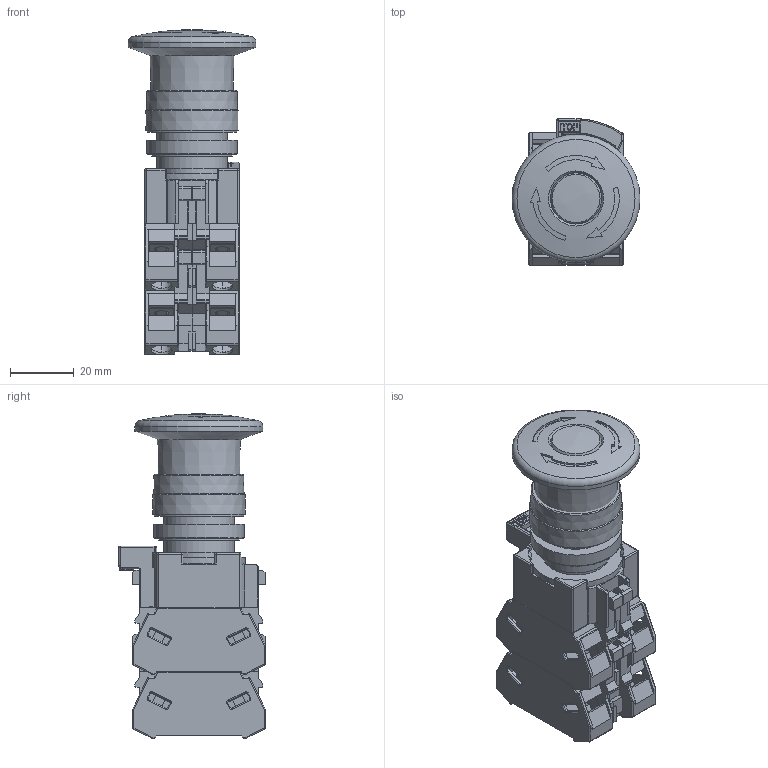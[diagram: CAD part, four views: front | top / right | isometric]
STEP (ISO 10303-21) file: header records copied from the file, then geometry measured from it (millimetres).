
FILE_DESCRIPTION (( 'STEP AP203' ), '1' );
FILE_NAME ('HW1B-V4xx$_rev1.0.STEP', '2023-01-13T06:10:04', ( '' ), ( '' ), 'SwSTEP 2.0', 'SolidWorks 2019', '' );
FILE_SCHEMA (( 'CONFIG_CONTROL_DESIGN' ));
Length unit declared in the file: millimetre
Products named in the file (5): HW1B-V4$_BODY; HW-Uxx(R); HW-LOCK-NUT; HW1B-V4xx$_rev1.0; HW-CN-KIT_rev0.0
Assembly tree (7 placements, depth 2):
  HW1B-V4xx$_rev1.0
    HW1B-V4$_BODY
    HW-LOCK-NUT
    HW-CN-KIT_rev0.0
    HW-Uxx(R)  x4
Bounding box: 40 x 45.7 x 101.31 mm (x, y, z)
Volume: 81554.8 mm3; surface area: 35266.7 mm2
Topology: 8 solids, 8 shells, 1502 faces, 4088 edges, 2608 vertices
Faces by surface type: plane 873, cylinder 391, bspline 208, cone 24, sphere 5, torus 1
Full cylindrical faces by diameter (mm): 3.5 x8, 20.4 x1, 20.5 x1, 20.6 x1, 22 x2, 23.2 x1, 23.6 x1, 23.8 x1, 25.2 x1, 28 x1, 28.4 x1, 40 x1
Entity records: 27229 total; most frequent: CARTESIAN_POINT 8962, ORIENTED_EDGE 3882, DIRECTION 3343, EDGE_CURVE 1941, VERTEX_POINT 1264, LINE 1257, VECTOR 1257, AXIS2_PLACEMENT_3D 1043
